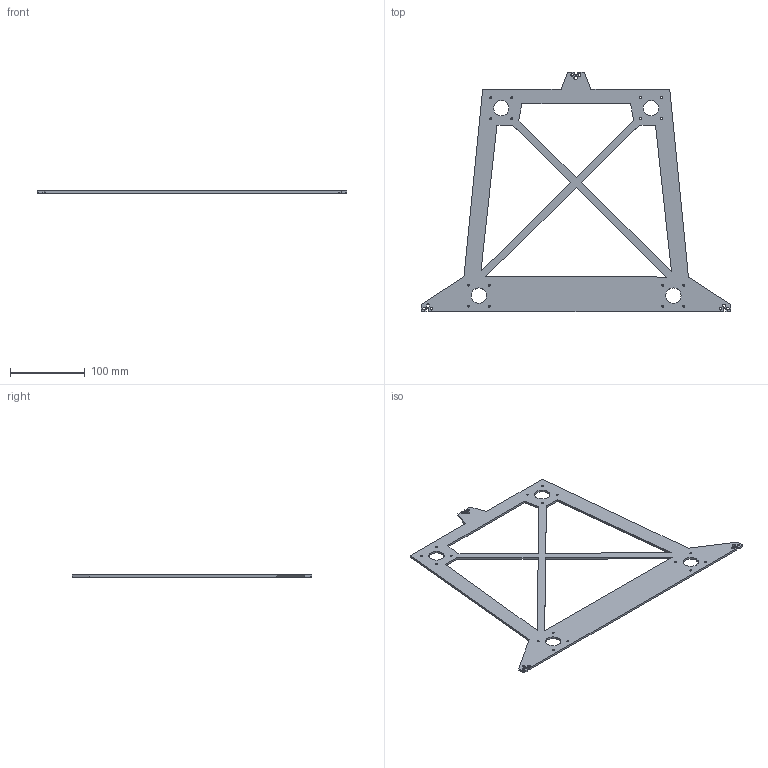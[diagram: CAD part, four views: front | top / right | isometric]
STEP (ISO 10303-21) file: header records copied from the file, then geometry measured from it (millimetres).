
FILE_DESCRIPTION(/* description */ (''),/* implementation_level */ '2;1');
FILE_NAME(/* name */ 'k1_max_superlight.step',/* time_stamp */ '2025-10-11T15:53:29+09:00',/* author */ (''),/* organization */ (''),/* preprocessor_version */ 'ST-DEVELOPER v20.1',/* originating_system */ 'Autodesk Translation Framework v14.17.0.0',/* authorisation */ '');
FILE_SCHEMA (('AUTOMOTIVE_DESIGN { 1 0 10303 214 3 1 1 }'));
Length unit declared in the file: millimetre
Products named in the file (1): bed-frame
Bounding box: 413.64 x 320 x 2.8 mm (x, y, z)
Volume: 109439 mm3; surface area: 88922.2 mm2
Topology: 1 solids, 1 shells, 86 faces, 252 edges, 168 vertices
Faces by surface type: plane 44, cylinder 42
Full cylindrical faces by diameter (mm): 2.529 x16, 3.4 x6, 4.2 x1, 20.5 x4
Entity records: 3052 total; most frequent: DIRECTION 510, CARTESIAN_POINT 507, ORIENTED_EDGE 504, EDGE_CURVE 252, AXIS2_PLACEMENT_3D 171, LINE 168, VECTOR 168, VERTEX_POINT 168
